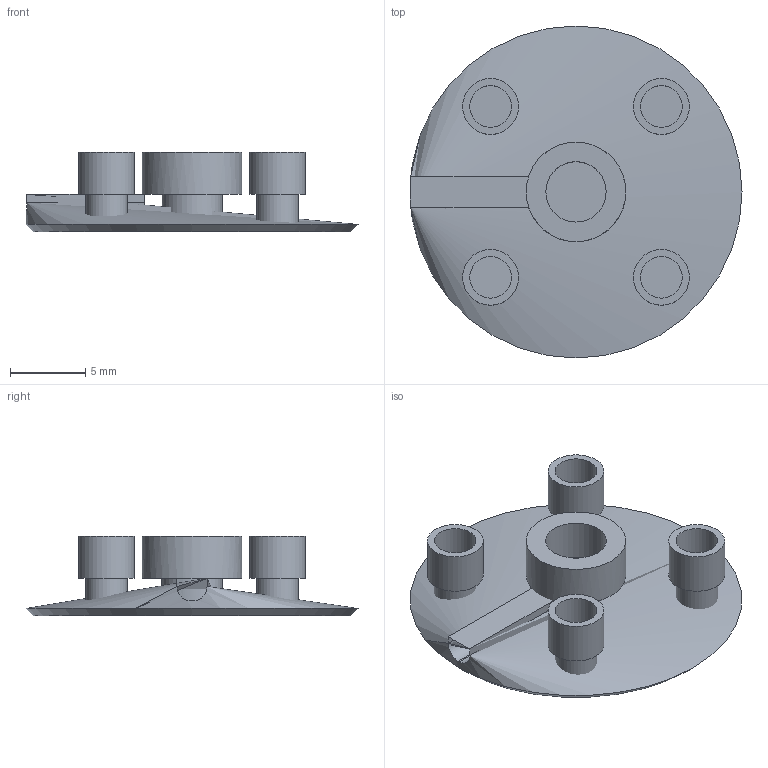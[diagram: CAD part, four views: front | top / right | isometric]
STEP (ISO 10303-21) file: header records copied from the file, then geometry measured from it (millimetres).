
FILE_DESCRIPTION(('FreeCAD Model'),'2;1');
FILE_NAME('Open CASCADE Shape Model','2022-10-01T01:43:27',('Author'),( ''),'Open CASCADE STEP processor 7.5','FreeCAD','Unknown');
FILE_SCHEMA(('AUTOMOTIVE_DESIGN { 1 0 10303 214 1 1 1 1 }'));
Length unit declared in the file: millimetre
Products named in the file (1): Platte
Bounding box: 22 x 22 x 5.3 mm (x, y, z)
Volume: 895.1 mm3; surface area: 1088.3 mm2
Topology: 1 solids, 1 shells, 40 faces, 82 edges, 52 vertices
Faces by surface type: cylinder 20, plane 14, cone 6
Full cylindrical faces by diameter (mm): 2.76 x8, 3.7 x4, 4 x2, 6.6 x1
Entity records: 2469 total; most frequent: CARTESIAN_POINT 810, DIRECTION 299, ORIENTED_EDGE 164, PCURVE 164, DEFINITIONAL_REPRESENTATION 164, LINE 130, VECTOR 130, EDGE_CURVE 82
